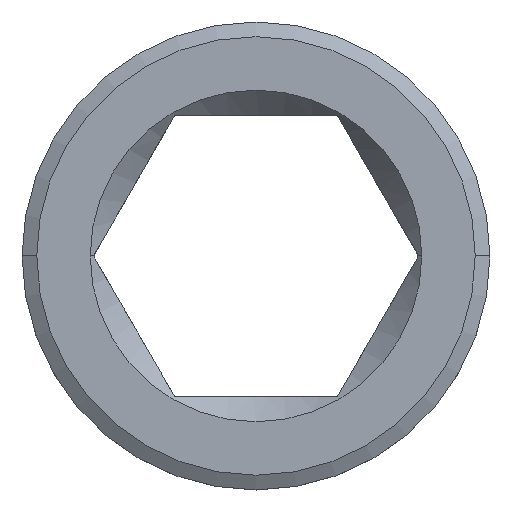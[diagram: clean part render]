
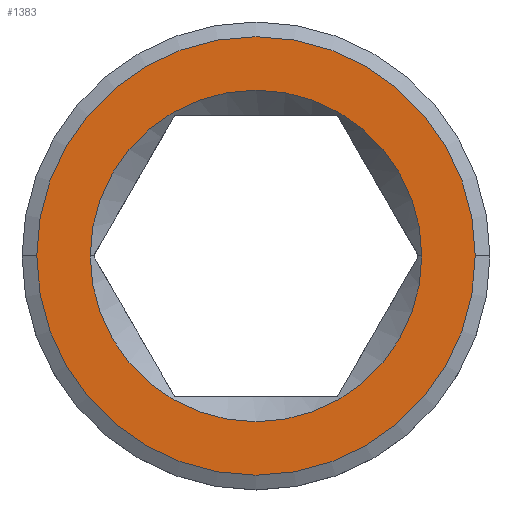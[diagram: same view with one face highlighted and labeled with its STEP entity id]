
A CAD part, top view. The second image highlights one B-rep face of the part: STEP entity #1383.
In plain terms, the highlighted planar face has unit normal (0, 0, 1).
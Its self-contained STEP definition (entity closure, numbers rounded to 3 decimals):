
#73 = DIRECTION ( 'NONE',  ( -1., 0., 0. ) ) ;
#95 = AXIS2_PLACEMENT_3D ( 'NONE', #1199, #533, #234 ) ;
#108 = CARTESIAN_POINT ( 'NONE',  ( 0., 0., 2.294 ) ) ;
#210 = FACE_OUTER_BOUND ( 'NONE', #385, .T. ) ;
#234 = DIRECTION ( 'NONE',  ( -1., 0., 0. ) ) ;
#251 = CARTESIAN_POINT ( 'NONE',  ( -7.437, 0., 2.294 ) ) ;
#262 = VERTEX_POINT ( 'NONE', #251 ) ;
#292 = VERTEX_POINT ( 'NONE', #609 ) ;
#318 = AXIS2_PLACEMENT_3D ( 'NONE', #940, #1279, #1060 ) ;
#385 = EDGE_LOOP ( 'NONE', ( #684, #655 ) ) ;
#398 = AXIS2_PLACEMENT_3D ( 'NONE', #451, #690, #558 ) ;
#451 = CARTESIAN_POINT ( 'NONE',  ( 0., 0., 2.294 ) ) ;
#457 = CARTESIAN_POINT ( 'NONE',  ( -5.625, 0., 2.294 ) ) ;
#533 = DIRECTION ( 'NONE',  ( 0., 0., -1. ) ) ;
#558 = DIRECTION ( 'NONE',  ( -1., 0., 0. ) ) ;
#563 = EDGE_CURVE ( 'NONE', #292, #687, #764, .T. ) ;
#609 = CARTESIAN_POINT ( 'NONE',  ( 5.625, 0., 2.294 ) ) ;
#639 = CIRCLE ( 'NONE', #1232, 7.437 ) ;
#640 = CARTESIAN_POINT ( 'NONE',  ( 7.437, 0., 2.294 ) ) ;
#655 = ORIENTED_EDGE ( 'NONE', *, *, #976, .T. ) ;
#684 = ORIENTED_EDGE ( 'NONE', *, *, #809, .T. ) ;
#687 = VERTEX_POINT ( 'NONE', #457 ) ;
#690 = DIRECTION ( 'NONE',  ( 0., 0., 1. ) ) ;
#734 = VERTEX_POINT ( 'NONE', #640 ) ;
#759 = FACE_BOUND ( 'NONE', #1302, .T. ) ;
#764 = CIRCLE ( 'NONE', #1402, 5.625 ) ;
#773 = ORIENTED_EDGE ( 'NONE', *, *, #1196, .T. ) ;
#807 = CARTESIAN_POINT ( 'NONE',  ( 0., 0., 2.294 ) ) ;
#809 = EDGE_CURVE ( 'NONE', #262, #734, #639, .T. ) ;
#858 = DIRECTION ( 'NONE',  ( 0., 0., 1. ) ) ;
#902 = ORIENTED_EDGE ( 'NONE', *, *, #563, .T. ) ;
#940 = CARTESIAN_POINT ( 'NONE',  ( 0., 0., 2.294 ) ) ;
#958 = CIRCLE ( 'NONE', #318, 5.625 ) ;
#976 = EDGE_CURVE ( 'NONE', #734, #262, #999, .T. ) ;
#999 = CIRCLE ( 'NONE', #398, 7.437 ) ;
#1060 = DIRECTION ( 'NONE',  ( -1., 0., 0. ) ) ;
#1081 = DIRECTION ( 'NONE',  ( -1., 0., 0. ) ) ;
#1192 = PLANE ( 'NONE',  #95 ) ;
#1196 = EDGE_CURVE ( 'NONE', #687, #292, #958, .T. ) ;
#1199 = CARTESIAN_POINT ( 'NONE',  ( 0., 0., 2.294 ) ) ;
#1232 = AXIS2_PLACEMENT_3D ( 'NONE', #108, #858, #1081 ) ;
#1279 = DIRECTION ( 'NONE',  ( 0., 0., -1. ) ) ;
#1302 = EDGE_LOOP ( 'NONE', ( #902, #773 ) ) ;
#1349 = DIRECTION ( 'NONE',  ( 0., 0., -1. ) ) ;
#1383 = ADVANCED_FACE ( 'NONE', ( #759, #210 ), #1192, .F. ) ;
#1402 = AXIS2_PLACEMENT_3D ( 'NONE', #807, #1349, #73 ) ;
